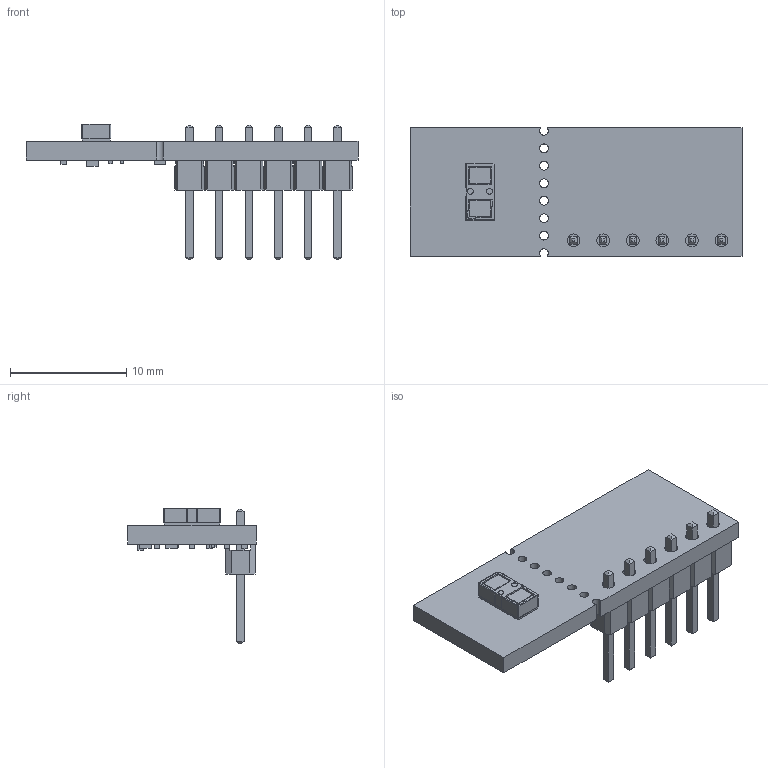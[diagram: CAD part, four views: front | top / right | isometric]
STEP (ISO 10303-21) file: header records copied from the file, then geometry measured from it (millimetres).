
FILE_DESCRIPTION(('Open CASCADE Model'),'2;1');
FILE_NAME('Open CASCADE Shape Model','2021-08-03T09:31:22',('Author'),( 'Open CASCADE'),'Open CASCADE STEP processor 6.8','Open CASCADE 6.8' ,'Unknown');
FILE_SCHEMA(('AUTOMOTIVE_DESIGN { 1 0 10303 214 1 1 1 1 }'));
Length unit declared in the file: millimetre
Products named in the file (39): PCB; Board; Open CASCADE STEP translator 6.8 1.1.1; Open CASCADE STEP translator 6.8 1.1.1.1; U1; EWOK_Plus_25_Module; EWOK_Plus_25_Substrate_Assembly_Solid_Model; Ewok_Plus_25_Substrate_Solid_Model; EWOK_Plus_25_Des1A_Cap_Solid_Model; J1; 61300611121; 6130xx11121_PIN; R3; 6036936064; Extruded; C2; 6036932224; R10; 6036935184; R9; R8; R7; R6; R5; C1; 6036931744; 6036931264; R4; R1; 6036933504; 6036933024; R2
Assembly tree (54 placements, depth 5):
  PCB
    Board
      Open CASCADE STEP translator 6.8 1.1.1
        Open CASCADE STEP translator 6.8 1.1.1.1
    U1
      EWOK_Plus_25_Module
        EWOK_Plus_25_Substrate_Assembly_Solid_Model
          Ewok_Plus_25_Substrate_Solid_Model
        EWOK_Plus_25_Des1A_Cap_Solid_Model
    J1
      61300611121
        6130xx11121_PIN  x6
        61300611121
    R3
      6036936064
        Extruded
    C2
      6036932224
        Extruded
    R10
      6036935184
        Extruded
    R9
      6036935184
        Extruded
    R8
      6036935184
        Extruded
    R7
      6036935184
        Extruded
    R6
      6036935184
        Extruded
    R5
      6036935184
        Extruded
    C1
      6036931744  x2
        Extruded
      6036931264
        Extruded
    R4
      6036936064
        Extruded
    R1
      6036933504  x2
        Extruded
      6036933024
        Extruded
    R2
      6036933504  x2
        Extruded
      6036933024
        Extruded
Bounding box: 28.5 x 11 x 11.66 mm (x, y, z)
Volume: 610.4 mm3; surface area: 1314.2 mm2
Topology: 41 solids, 41 shells, 596 faces, 1455 edges, 944 vertices
Faces by surface type: plane 536, cylinder 51, bspline 9
Full cylindrical faces by diameter (mm): 0.75 x6, 1.1 x6
Entity records: 15460 total; most frequent: CARTESIAN_POINT 2613, ORIENTED_EDGE 2356, DIRECTION 2293, EDGE_CURVE 1178, LINE 1069, VECTOR 1069, VERTEX_POINT 776, AXIS2_PLACEMENT_3D 612
